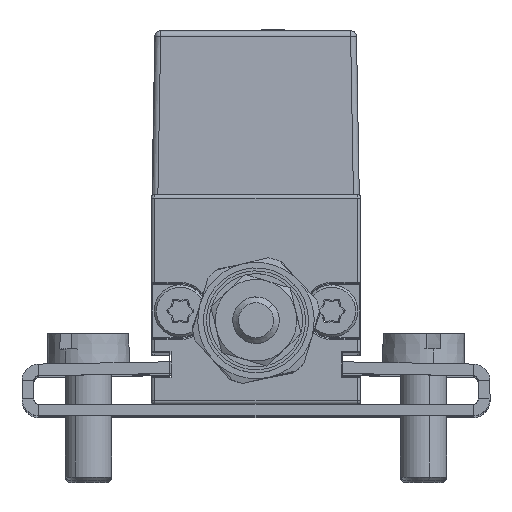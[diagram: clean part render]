
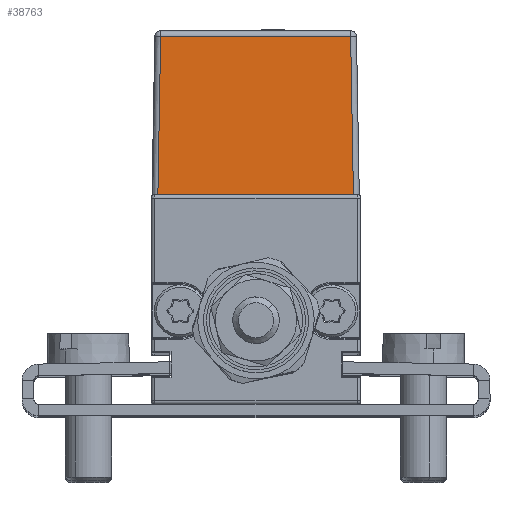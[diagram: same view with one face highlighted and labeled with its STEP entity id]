
A CAD part, top view. The second image highlights one B-rep face of the part: STEP entity #38763.
In plain terms, the highlighted planar face has unit normal (0, 0.018, 1).
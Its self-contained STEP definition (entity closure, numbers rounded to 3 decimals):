
#18 = VERTEX_POINT ( 'NONE', #20374 ) ;
#19 = VERTEX_POINT ( 'NONE', #31956 ) ;
#25 = VERTEX_POINT ( 'NONE', #2720 ) ;
#2720 = CARTESIAN_POINT ( 'NONE',  ( 8.129, 31.583, 107.547 ) ) ;
#3554 = CARTESIAN_POINT ( 'NONE',  ( 8.366, 18., 107.784 ) ) ;
#8181 = ORIENTED_EDGE ( 'NONE', *, *, #27518, .T. ) ;
#8182 = ORIENTED_EDGE ( 'NONE', *, *, #27461, .T. ) ;
#8184 = ORIENTED_EDGE ( 'NONE', *, *, #27386, .T. ) ;
#8186 = ORIENTED_EDGE ( 'NONE', *, *, #27041, .T. ) ;
#8844 = VERTEX_POINT ( 'NONE', #3554 ) ;
#18543 = VECTOR ( 'NONE', #18781, 1000. ) ;
#18775 = LINE ( 'NONE', #18780, #18543 ) ;
#18780 = CARTESIAN_POINT ( 'NONE',  ( 8.36, 18.302, 107.779 ) ) ;
#18781 = DIRECTION ( 'NONE',  ( -0.017, 1., -0.017 ) ) ;
#19366 = LINE ( 'NONE', #19367, #19783 ) ;
#19367 = CARTESIAN_POINT ( 'NONE',  ( -8.929, 31.583, 107.547 ) ) ;
#19375 = DIRECTION ( 'NONE',  ( -1., 0., 0. ) ) ;
#19541 = LINE ( 'NONE', #19542, #19834 ) ;
#19542 = CARTESIAN_POINT ( 'NONE',  ( -8.929, 18., 107.784 ) ) ;
#19543 = DIRECTION ( 'NONE',  ( 1., 0., 0. ) ) ;
#19610 = LINE ( 'NONE', #19629, #19873 ) ;
#19629 = CARTESIAN_POINT ( 'NONE',  ( -8.426, 17.991, 107.784 ) ) ;
#19641 = DIRECTION ( 'NONE',  ( -0.017, -1., 0.017 ) ) ;
#19783 = VECTOR ( 'NONE', #19375, 1000. ) ;
#19834 = VECTOR ( 'NONE', #19543, 1000. ) ;
#19873 = VECTOR ( 'NONE', #19641, 1000. ) ;
#20374 = CARTESIAN_POINT ( 'NONE',  ( -8.189, 31.583, 107.547 ) ) ;
#20423 = EDGE_LOOP ( 'NONE', ( #8186, #8184, #8181, #8182 ) ) ;
#27041 = EDGE_CURVE ( 'NONE', #8844, #25, #18775, .T. ) ;
#27386 = EDGE_CURVE ( 'NONE', #25, #18, #19366, .T. ) ;
#27461 = EDGE_CURVE ( 'NONE', #19, #8844, #19541, .T. ) ;
#27518 = EDGE_CURVE ( 'NONE', #18, #19, #19610, .T. ) ;
#29608 = FACE_OUTER_BOUND ( 'NONE', #20423, .T. ) ;
#29611 = PLANE ( 'NONE',  #30219 ) ;
#29640 = CARTESIAN_POINT ( 'NONE',  ( -8.929, 18., 107.784 ) ) ;
#29642 = DIRECTION ( 'NONE',  ( 0., 0.017, 1. ) ) ;
#29644 = DIRECTION ( 'NONE',  ( 0., -1., 0.017 ) ) ;
#30219 = AXIS2_PLACEMENT_3D ( 'NONE', #29640, #29642, #29644 ) ;
#31956 = CARTESIAN_POINT ( 'NONE',  ( -8.426, 18., 107.784 ) ) ;
#38763 = ADVANCED_FACE ( 'NONE', ( #29608 ), #29611, .T. ) ;
